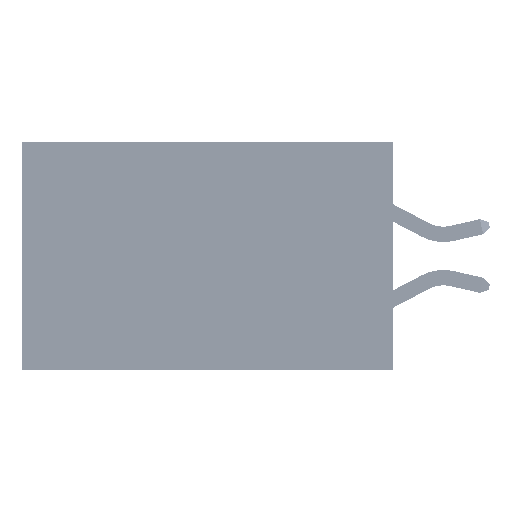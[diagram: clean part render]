
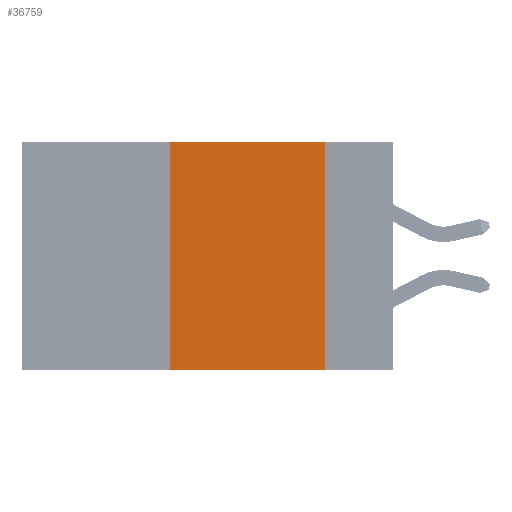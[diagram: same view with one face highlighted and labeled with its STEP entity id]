
A CAD part, left-side view. The second image highlights one B-rep face of the part: STEP entity #36759.
In plain terms, the highlighted planar face has unit normal (-1, 0, 0).
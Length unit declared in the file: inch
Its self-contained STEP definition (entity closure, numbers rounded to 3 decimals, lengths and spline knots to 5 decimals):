
#1328 = CARTESIAN_POINT ( 'NONE',  ( 0., 0.11, -0.37 ) ) ;
#2200 = DIRECTION ( 'NONE',  ( 0., 0., 1. ) ) ;
#2544 = ORIENTED_EDGE ( 'NONE', *, *, #28602, .F. ) ;
#3646 = VERTEX_POINT ( 'NONE', #12191 ) ;
#4203 = VECTOR ( 'NONE', #44757, 39.37008 ) ;
#5624 = DIRECTION ( 'NONE',  ( 1., 0., 0. ) ) ;
#5833 = LINE ( 'NONE', #22967, #12671 ) ;
#6510 = CARTESIAN_POINT ( 'NONE',  ( 0., 0.36, -0.37 ) ) ;
#6811 = ORIENTED_EDGE ( 'NONE', *, *, #42094, .T. ) ;
#8639 = VERTEX_POINT ( 'NONE', #6510 ) ;
#10003 = ORIENTED_EDGE ( 'NONE', *, *, #24242, .F. ) ;
#12191 = CARTESIAN_POINT ( 'NONE',  ( 0., 0.11, 0. ) ) ;
#12671 = VECTOR ( 'NONE', #2200, 39.37008 ) ;
#13458 = LINE ( 'NONE', #42128, #25370 ) ;
#16229 = PLANE ( 'NONE',  #46156 ) ;
#17055 = VERTEX_POINT ( 'NONE', #1328 ) ;
#17857 = CARTESIAN_POINT ( 'NONE',  ( 0., 0.6, 0. ) ) ;
#19721 = FACE_OUTER_BOUND ( 'NONE', #43357, .T. ) ;
#19795 = VECTOR ( 'NONE', #40139, 39.37008 ) ;
#22243 = EDGE_CURVE ( 'NONE', #45322, #3646, #22619, .T. ) ;
#22334 = ORIENTED_EDGE ( 'NONE', *, *, #22243, .F. ) ;
#22619 = LINE ( 'NONE', #17857, #19795 ) ;
#22967 = CARTESIAN_POINT ( 'NONE',  ( 0., 0.36, 0. ) ) ;
#24242 = EDGE_CURVE ( 'NONE', #3646, #17055, #13458, .T. ) ;
#24604 = DIRECTION ( 'NONE',  ( 0., 0., -1. ) ) ;
#25370 = VECTOR ( 'NONE', #24604, 39.37008 ) ;
#28602 = EDGE_CURVE ( 'NONE', #8639, #45322, #5833, .T. ) ;
#30712 = CARTESIAN_POINT ( 'NONE',  ( 0., 0.6, -0.37 ) ) ;
#34383 = CARTESIAN_POINT ( 'NONE',  ( 0., 0.6, 0. ) ) ;
#36759 = ADVANCED_FACE ( 'NONE', ( #19721 ), #16229, .F. ) ;
#37315 = CARTESIAN_POINT ( 'NONE',  ( 0., 0.36, 0. ) ) ;
#40139 = DIRECTION ( 'NONE',  ( 0., -1., 0. ) ) ;
#42094 = EDGE_CURVE ( 'NONE', #8639, #17055, #46637, .T. ) ;
#42128 = CARTESIAN_POINT ( 'NONE',  ( 0., 0.11, 0. ) ) ;
#43357 = EDGE_LOOP ( 'NONE', ( #10003, #22334, #2544, #6811 ) ) ;
#44757 = DIRECTION ( 'NONE',  ( 0., -1., 0. ) ) ;
#45322 = VERTEX_POINT ( 'NONE', #37315 ) ;
#45915 = DIRECTION ( 'NONE',  ( 0., 0., -1. ) ) ;
#46156 = AXIS2_PLACEMENT_3D ( 'NONE', #34383, #5624, #45915 ) ;
#46637 = LINE ( 'NONE', #30712, #4203 ) ;
